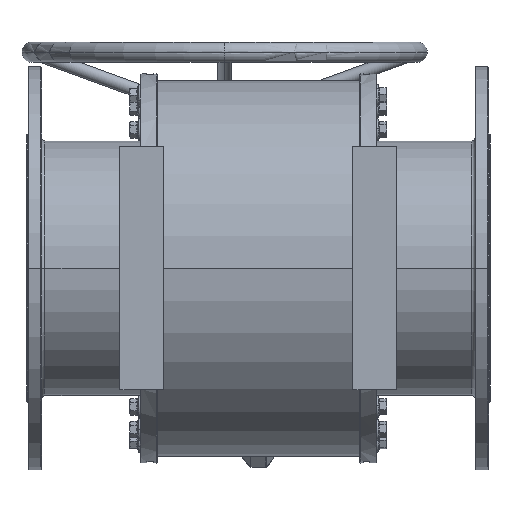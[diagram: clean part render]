
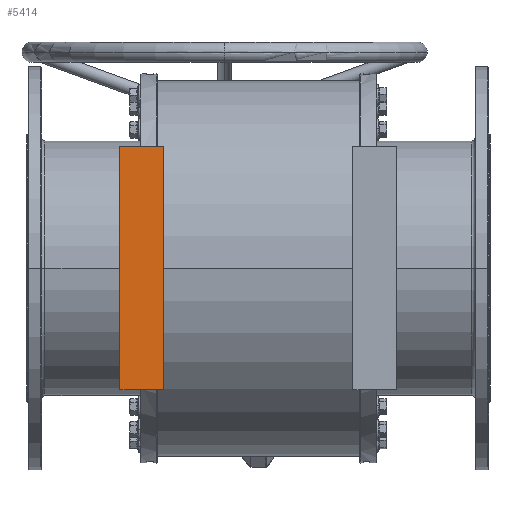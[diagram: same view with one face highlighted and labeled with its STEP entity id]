
A CAD part, front view. The second image highlights one B-rep face of the part: STEP entity #5414.
In plain terms, the highlighted planar face has unit normal (0, -1, 0).
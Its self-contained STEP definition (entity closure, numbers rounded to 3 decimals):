
#399 = DIRECTION ( 'NONE',  ( 0., 1., 0. ) ) ;
#1860 = VERTEX_POINT ( 'NONE', #21548 ) ;
#2031 = ORIENTED_EDGE ( 'NONE', *, *, #23577, .T. ) ;
#2428 = CARTESIAN_POINT ( 'NONE',  ( -175., -451., 180. ) ) ;
#3130 = DIRECTION ( 'NONE',  ( 0., 0., 1. ) ) ;
#3639 = LINE ( 'NONE', #10164, #16268 ) ;
#4721 = CARTESIAN_POINT ( 'NONE',  ( -140., -451., 180. ) ) ;
#5074 = AXIS2_PLACEMENT_3D ( 'NONE', #22675, #399, #20956 ) ;
#5313 = VECTOR ( 'NONE', #18703, 1000. ) ;
#5395 = LINE ( 'NONE', #25930, #19711 ) ;
#5414 = ADVANCED_FACE ( 'NONE', ( #24937 ), #10544, .F. ) ;
#5469 = LINE ( 'NONE', #23213, #26103 ) ;
#6347 = ORIENTED_EDGE ( 'NONE', *, *, #12256, .T. ) ;
#6938 = VERTEX_POINT ( 'NONE', #14504 ) ;
#8731 = VERTEX_POINT ( 'NONE', #20924 ) ;
#10164 = CARTESIAN_POINT ( 'NONE',  ( -175., -451., -180. ) ) ;
#10544 = PLANE ( 'NONE',  #5074 ) ;
#10629 = ORIENTED_EDGE ( 'NONE', *, *, #25875, .F. ) ;
#12256 = EDGE_CURVE ( 'NONE', #1860, #8731, #3639, .T. ) ;
#13081 = DIRECTION ( 'NONE',  ( 0., 0., 1. ) ) ;
#14504 = CARTESIAN_POINT ( 'NONE',  ( -205., -451., 180. ) ) ;
#16268 = VECTOR ( 'NONE', #18179, 1000. ) ;
#18179 = DIRECTION ( 'NONE',  ( 1., 0., 0. ) ) ;
#18703 = DIRECTION ( 'NONE',  ( 1., 0., 0. ) ) ;
#19711 = VECTOR ( 'NONE', #3130, 1000. ) ;
#20034 = EDGE_LOOP ( 'NONE', ( #6347, #2031, #10629, #21079 ) ) ;
#20715 = LINE ( 'NONE', #2428, #5313 ) ;
#20924 = CARTESIAN_POINT ( 'NONE',  ( -140., -451., -180. ) ) ;
#20956 = DIRECTION ( 'NONE',  ( 0., 0., 1. ) ) ;
#21079 = ORIENTED_EDGE ( 'NONE', *, *, #21124, .F. ) ;
#21124 = EDGE_CURVE ( 'NONE', #1860, #6938, #5395, .T. ) ;
#21548 = CARTESIAN_POINT ( 'NONE',  ( -205., -451., -180. ) ) ;
#22675 = CARTESIAN_POINT ( 'NONE',  ( -175., -451., 0. ) ) ;
#23083 = VERTEX_POINT ( 'NONE', #4721 ) ;
#23213 = CARTESIAN_POINT ( 'NONE',  ( -140., -451., -180. ) ) ;
#23577 = EDGE_CURVE ( 'NONE', #8731, #23083, #5469, .T. ) ;
#24937 = FACE_OUTER_BOUND ( 'NONE', #20034, .T. ) ;
#25875 = EDGE_CURVE ( 'NONE', #6938, #23083, #20715, .T. ) ;
#25930 = CARTESIAN_POINT ( 'NONE',  ( -205., -451., -180. ) ) ;
#26103 = VECTOR ( 'NONE', #13081, 1000. ) ;
